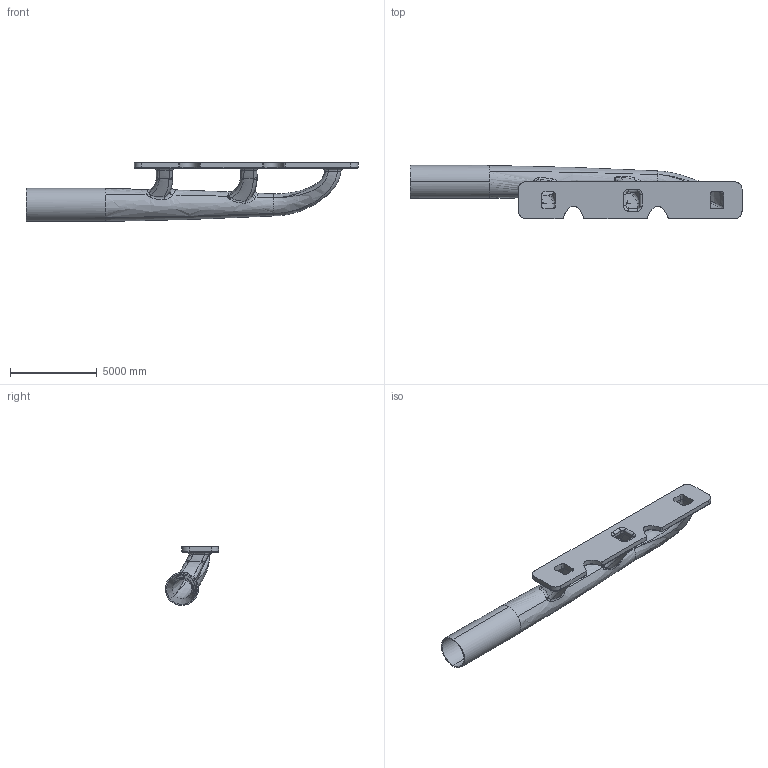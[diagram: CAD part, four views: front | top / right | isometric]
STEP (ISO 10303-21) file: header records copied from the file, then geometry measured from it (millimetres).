
FILE_DESCRIPTION(('FreeCAD Model'),'2;1');
FILE_NAME('Open CASCADE Shape Model','2025-05-07T23:12:50',('FreeCAD'),( 'FreeCAD'),'Open CASCADE STEP processor 7.6','FreeCAD','Unknown');
FILE_SCHEMA(('AUTOMOTIVE_DESIGN { 1 0 10303 214 1 1 1 1 }'));
Products named in the file (1): Open CASCADE STEP translator 7.6 1
Bounding box: 19118.18 x 3059.43 x 3392.03 mm (x, y, z)
Volume: 14500683013.3 mm3; surface area: 258357265.7 mm2
Topology: 1 solids, 1 shells, 239 faces, 576 edges, 336 vertices
Faces by surface type: bspline 239
Entity records: 54241 total; most frequent: CARTESIAN_POINT 50942, ORIENTED_EDGE 1152, EDGE_CURVE 576, B_SPLINE_CURVE_WITH_KNOTS 410, VERTEX_POINT 336, FACE_BOUND 246, EDGE_LOOP 246, ADVANCED_FACE 239
